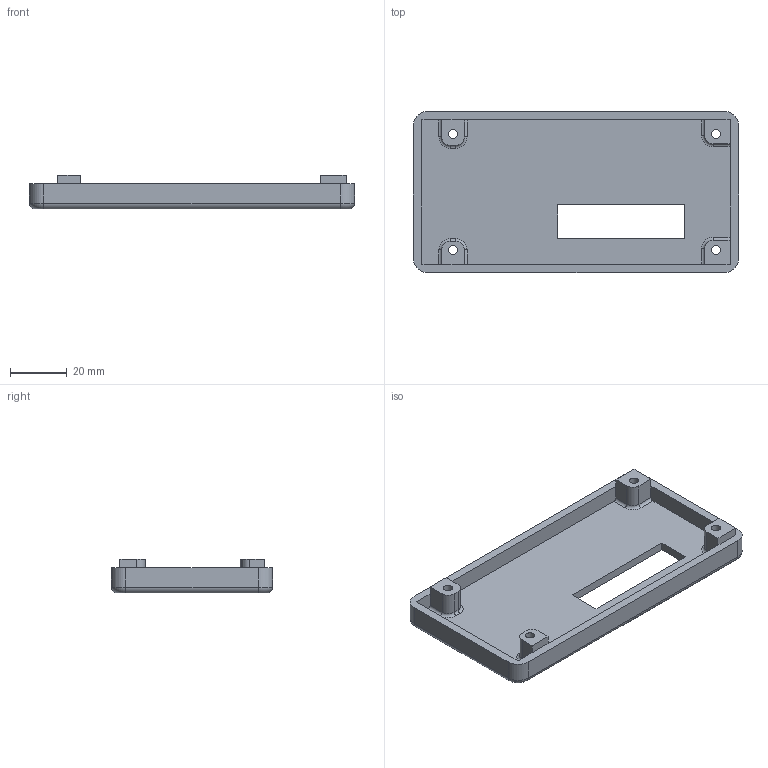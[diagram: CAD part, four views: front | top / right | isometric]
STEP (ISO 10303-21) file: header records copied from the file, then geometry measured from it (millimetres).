
FILE_DESCRIPTION(('FreeCAD Model'),'2;1');
FILE_NAME('Open CASCADE Shape Model','2022-02-15T20:40:26',('Author'),( ''),'Open CASCADE STEP processor 7.5','FreeCAD','Unknown');
FILE_SCHEMA(('AUTOMOTIVE_DESIGN { 1 0 10303 214 1 1 1 1 }'));
Length unit declared in the file: millimetre
Products named in the file (1): NEW.fysect.case
Bounding box: 115 x 57 x 12 mm (x, y, z)
Volume: 25521.5 mm3; surface area: 17977.8 mm2
Topology: 1 solids, 1 shells, 103 faces, 260 edges, 164 vertices
Faces by surface type: plane 65, cylinder 28, torus 10
Full cylindrical faces by diameter (mm): 3.2 x4
Entity records: 6475 total; most frequent: CARTESIAN_POINT 1186, DIRECTION 991, LINE 630, VECTOR 630, ORIENTED_EDGE 520, PCURVE 520, DEFINITIONAL_REPRESENTATION 520, EDGE_CURVE 260
